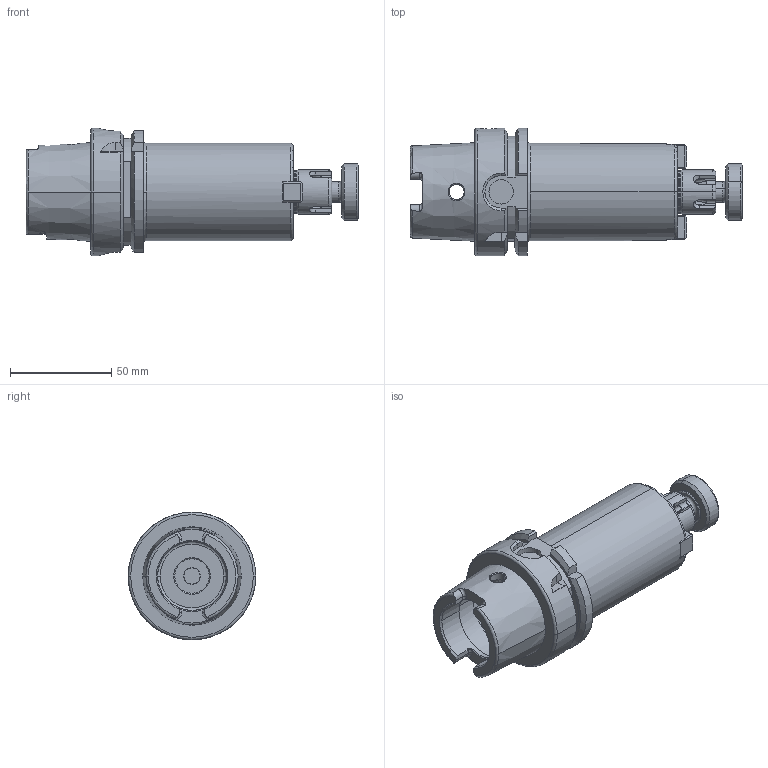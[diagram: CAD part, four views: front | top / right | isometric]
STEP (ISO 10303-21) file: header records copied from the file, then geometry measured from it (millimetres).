
FILE_DESCRIPTION (( 'STEP AP203' ), '1' );
FILE_NAME ('9163A-AS522100.STEP', '2017-09-22T05:09:39', ( '' ), ( '' ), 'SwSTEP 2.0', 'SolidWorks 2009', '' );
FILE_SCHEMA (( 'CONFIG_CONTROL_DESIGN' ));
Length unit declared in the file: millimetre
Products named in the file (8): CCS-M10-22-1 LONG; CCS-M10-22-2; 9163A-AS522100; HSKA63SMS22100TCWW; CCS-M10-22; CCS-M10-22 LONG; M5X12_DIN 912 M5 x 12 --- 12N; KEY 10x12x10 - 22
Assembly tree (9 placements, depth 4):
  9163A-AS522100
    KEY 10x12x10 - 22  x2
    HSKA63SMS22100TCWW
    CCS-M10-22
      CCS-M10-22 LONG
        CCS-M10-22-2
        CCS-M10-22-1 LONG
    M5X12_DIN 912 M5 x 12 --- 12N  x2
Bounding box: 164 x 63 x 63 mm (x, y, z)
Volume: 223066 mm3; surface area: 44273.9 mm2
Topology: 7 solids, 7 shells, 385 faces, 962 edges, 589 vertices
Faces by surface type: plane 164, cylinder 101, cone 57, torus 45, bspline 10, sphere 8
Entity records: 12774 total; most frequent: CARTESIAN_POINT 4028, ORIENTED_EDGE 1656, DIRECTION 1650, EDGE_CURVE 828, AXIS2_PLACEMENT_3D 642, VERTEX_POINT 516, VECTOR 366, LINE 366
